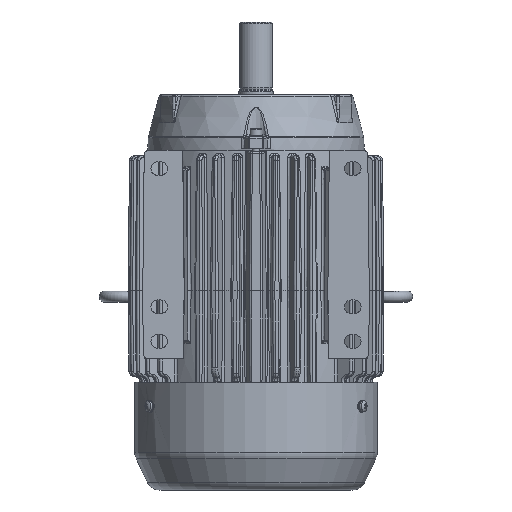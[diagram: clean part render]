
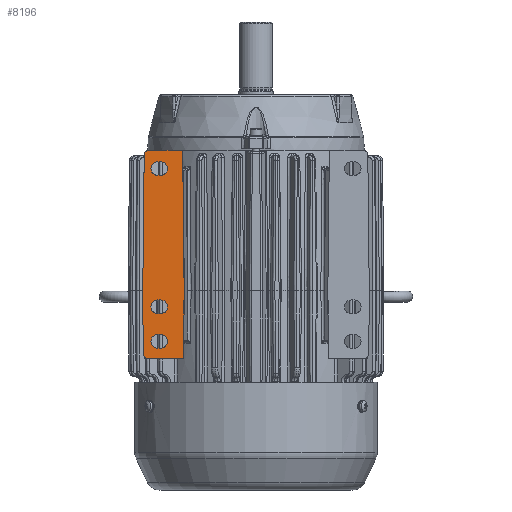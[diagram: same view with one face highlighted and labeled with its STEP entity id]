
A CAD part, front view. The second image highlights one B-rep face of the part: STEP entity #8196.
In plain terms, the highlighted planar face has unit normal (0, -1, 0).
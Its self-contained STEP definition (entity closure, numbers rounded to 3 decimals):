
#2179=FACE_BOUND('',#15279,.T.);
#2180=FACE_BOUND('',#15280,.T.);
#2181=FACE_BOUND('',#15281,.T.);
#2182=FACE_BOUND('',#15282,.T.);
#8196=ADVANCED_FACE('',(#2179,#2180,#2181,#2182),#10478,.F.);
#10478=PLANE('',#59623);
#15279=EDGE_LOOP('',(#25674,#25675,#25676,#25677,#25678,#25679,#25680,#25681,
#25682,#25683));
#15280=EDGE_LOOP('',(#25684,#25685,#25686,#25687));
#15281=EDGE_LOOP('',(#25688,#25689,#25690,#25691));
#15282=EDGE_LOOP('',(#25692,#25693,#25694,#25695));
#17744=CIRCLE('',#58027,4.);
#18275=CIRCLE('',#58926,1.);
#18496=CIRCLE('',#59471,3.944);
#18545=CIRCLE('',#59616,1.);
#18546=CIRCLE('',#59617,5.);
#18547=CIRCLE('',#59618,5.);
#18548=CIRCLE('',#59619,5.);
#18549=CIRCLE('',#59620,5.);
#18550=CIRCLE('',#59621,5.);
#18551=CIRCLE('',#59622,5.);
#25674=ORIENTED_EDGE('',*,*,#42657,.T.);
#25675=ORIENTED_EDGE('',*,*,#42654,.F.);
#25676=ORIENTED_EDGE('',*,*,#44372,.T.);
#25677=ORIENTED_EDGE('',*,*,#42635,.T.);
#25678=ORIENTED_EDGE('',*,*,#44568,.T.);
#25679=ORIENTED_EDGE('',*,*,#45442,.T.);
#25680=ORIENTED_EDGE('',*,*,#44574,.F.);
#25681=ORIENTED_EDGE('',*,*,#45206,.T.);
#25682=ORIENTED_EDGE('',*,*,#45202,.T.);
#25683=ORIENTED_EDGE('',*,*,#42629,.T.);
#25684=ORIENTED_EDGE('',*,*,#45443,.F.);
#25685=ORIENTED_EDGE('',*,*,#45444,.F.);
#25686=ORIENTED_EDGE('',*,*,#45445,.F.);
#25687=ORIENTED_EDGE('',*,*,#45446,.F.);
#25688=ORIENTED_EDGE('',*,*,#45447,.F.);
#25689=ORIENTED_EDGE('',*,*,#45448,.F.);
#25690=ORIENTED_EDGE('',*,*,#45449,.F.);
#25691=ORIENTED_EDGE('',*,*,#45450,.F.);
#25692=ORIENTED_EDGE('',*,*,#45451,.F.);
#25693=ORIENTED_EDGE('',*,*,#45452,.F.);
#25694=ORIENTED_EDGE('',*,*,#45453,.F.);
#25695=ORIENTED_EDGE('',*,*,#45454,.F.);
#36610=VERTEX_POINT('',#81974);
#36611=VERTEX_POINT('',#81975);
#36616=VERTEX_POINT('',#81996);
#36617=VERTEX_POINT('',#81997);
#36635=VERTEX_POINT('',#82036);
#36636=VERTEX_POINT('',#82038);
#37978=VERTEX_POINT('',#97674);
#37982=VERTEX_POINT('',#97684);
#37983=VERTEX_POINT('',#97686);
#38250=VERTEX_POINT('',#102476);
#38350=VERTEX_POINT('',#104478);
#38351=VERTEX_POINT('',#104479);
#38352=VERTEX_POINT('',#104481);
#38353=VERTEX_POINT('',#104483);
#38354=VERTEX_POINT('',#104486);
#38355=VERTEX_POINT('',#104487);
#38356=VERTEX_POINT('',#104489);
#38357=VERTEX_POINT('',#104491);
#38358=VERTEX_POINT('',#104494);
#38359=VERTEX_POINT('',#104495);
#38360=VERTEX_POINT('',#104497);
#38361=VERTEX_POINT('',#104499);
#42629=EDGE_CURVE('',#36610,#36611,#51427,.T.);
#42635=EDGE_CURVE('',#36616,#36617,#51430,.T.);
#42654=EDGE_CURVE('',#36635,#36636,#51444,.T.);
#42657=EDGE_CURVE('',#36611,#36636,#17744,.T.);
#44372=EDGE_CURVE('',#36635,#36616,#18275,.T.);
#44568=EDGE_CURVE('',#36617,#37978,#51836,.T.);
#44574=EDGE_CURVE('',#37982,#37983,#51840,.T.);
#45202=EDGE_CURVE('',#38250,#36610,#52025,.T.);
#45206=EDGE_CURVE('',#37982,#38250,#18496,.T.);
#45442=EDGE_CURVE('',#37978,#37983,#18545,.T.);
#45443=EDGE_CURVE('',#38350,#38351,#18546,.T.);
#45444=EDGE_CURVE('',#38352,#38350,#52099,.T.);
#45445=EDGE_CURVE('',#38353,#38352,#18547,.T.);
#45446=EDGE_CURVE('',#38351,#38353,#52100,.T.);
#45447=EDGE_CURVE('',#38354,#38355,#18548,.T.);
#45448=EDGE_CURVE('',#38356,#38354,#52101,.T.);
#45449=EDGE_CURVE('',#38357,#38356,#18549,.T.);
#45450=EDGE_CURVE('',#38355,#38357,#52102,.T.);
#45451=EDGE_CURVE('',#38358,#38359,#18550,.T.);
#45452=EDGE_CURVE('',#38360,#38358,#52103,.T.);
#45453=EDGE_CURVE('',#38361,#38360,#18551,.T.);
#45454=EDGE_CURVE('',#38359,#38361,#52104,.T.);
#51427=LINE('',#81973,#54554);
#51430=LINE('',#81995,#54557);
#51444=LINE('',#82037,#54571);
#51836=LINE('',#97673,#54963);
#51840=LINE('',#97685,#54967);
#52025=LINE('',#102475,#55152);
#52099=LINE('',#104480,#55226);
#52100=LINE('',#104484,#55227);
#52101=LINE('',#104488,#55228);
#52102=LINE('',#104492,#55229);
#52103=LINE('',#104496,#55230);
#52104=LINE('',#104500,#55231);
#54554=VECTOR('',#64261,1.);
#54557=VECTOR('',#64266,1.);
#54571=VECTOR('',#64296,1.);
#54963=VECTOR('',#66684,1.);
#54967=VECTOR('',#66694,1.);
#55152=VECTOR('',#67765,1.);
#55226=VECTOR('',#68135,1.);
#55227=VECTOR('',#68138,1.);
#55228=VECTOR('',#68141,1.);
#55229=VECTOR('',#68144,1.);
#55230=VECTOR('',#68147,1.);
#55231=VECTOR('',#68150,1.);
#58027=AXIS2_PLACEMENT_3D('',#82043,#64301,#64302);
#58926=AXIS2_PLACEMENT_3D('',#96712,#66399,#66400);
#59471=AXIS2_PLACEMENT_3D('',#102481,#67771,#67772);
#59616=AXIS2_PLACEMENT_3D('',#104476,#68131,#68132);
#59617=AXIS2_PLACEMENT_3D('',#104477,#68133,#68134);
#59618=AXIS2_PLACEMENT_3D('',#104482,#68136,#68137);
#59619=AXIS2_PLACEMENT_3D('',#104485,#68139,#68140);
#59620=AXIS2_PLACEMENT_3D('',#104490,#68142,#68143);
#59621=AXIS2_PLACEMENT_3D('',#104493,#68145,#68146);
#59622=AXIS2_PLACEMENT_3D('',#104498,#68148,#68149);
#59623=AXIS2_PLACEMENT_3D('',#104501,#68151,#68152);
#64261=DIRECTION('',(0.007,0.,-1.));
#64266=DIRECTION('',(0.014,0.,1.));
#64296=DIRECTION('',(-1.,0.,0.));
#64301=DIRECTION('',(0.,-1.,0.));
#64302=DIRECTION('',(0.,0.,1.));
#66399=DIRECTION('',(0.,-1.,0.));
#66400=DIRECTION('',(0.,0.,1.));
#66684=DIRECTION('',(-0.01,0.,1.));
#66694=DIRECTION('',(1.,0.,0.));
#67765=DIRECTION('',(-0.01,0.,-1.));
#67771=DIRECTION('',(0.,-1.,0.));
#67772=DIRECTION('',(0.,0.,1.));
#68131=DIRECTION('',(0.,-1.,0.));
#68132=DIRECTION('',(0.,0.,1.));
#68133=DIRECTION('',(0.,-1.,0.));
#68134=DIRECTION('',(0.,0.,1.));
#68135=DIRECTION('',(-1.,0.,0.));
#68136=DIRECTION('',(0.,-1.,0.));
#68137=DIRECTION('',(0.,0.,1.));
#68138=DIRECTION('',(1.,0.,0.));
#68139=DIRECTION('',(0.,-1.,0.));
#68140=DIRECTION('',(0.,0.,1.));
#68141=DIRECTION('',(-1.,0.,0.));
#68142=DIRECTION('',(0.,-1.,0.));
#68143=DIRECTION('',(0.,0.,1.));
#68144=DIRECTION('',(1.,0.,0.));
#68145=DIRECTION('',(0.,-1.,0.));
#68146=DIRECTION('',(0.,0.,1.));
#68147=DIRECTION('',(-1.,0.,0.));
#68148=DIRECTION('',(0.,-1.,0.));
#68149=DIRECTION('',(0.,0.,1.));
#68150=DIRECTION('',(1.,0.,0.));
#68151=DIRECTION('',(0.,1.,0.));
#68152=DIRECTION('',(0.,0.,1.));
#81973=CARTESIAN_POINT('',(-102.089,-110.194,-103.));
#81974=CARTESIAN_POINT('',(-102.089,-110.194,-103.));
#81975=CARTESIAN_POINT('',(-101.774,-110.194,-148.16));
#81995=CARTESIAN_POINT('',(-72.167,-110.194,-103.));
#81996=CARTESIAN_POINT('',(-72.84,-110.194,-151.146));
#81997=CARTESIAN_POINT('',(-72.167,-110.194,-103.));
#82036=CARTESIAN_POINT('',(-73.84,-110.194,-152.132));
#82037=CARTESIAN_POINT('',(-72.338,-110.194,-152.132));
#82038=CARTESIAN_POINT('',(-97.774,-110.194,-152.132));
#82043=CARTESIAN_POINT('',(-97.774,-110.194,-148.132));
#96712=CARTESIAN_POINT('',(-73.84,-110.194,-151.132));
#97673=CARTESIAN_POINT('',(-72.251,-110.194,-95.001));
#97674=CARTESIAN_POINT('',(-73.223,-110.194,-2.2));
#97684=CARTESIAN_POINT('',(-97.12,-110.194,-1.211));
#97685=CARTESIAN_POINT('',(32.075,-110.194,-1.211));
#97686=CARTESIAN_POINT('',(-74.223,-110.194,-1.211));
#102475=CARTESIAN_POINT('',(-102.089,-110.194,-103.001));
#102476=CARTESIAN_POINT('',(-101.064,-110.194,-5.114));
#102481=CARTESIAN_POINT('',(-97.12,-110.194,-5.155));
#104476=CARTESIAN_POINT('',(-74.223,-110.194,-2.211));
#104477=CARTESIAN_POINT('',(-91.194,-110.194,-14.601));
#104478=CARTESIAN_POINT('',(-91.194,-110.194,-9.601));
#104479=CARTESIAN_POINT('',(-91.194,-110.194,-19.601));
#104480=CARTESIAN_POINT('',(-89.194,-110.194,-9.601));
#104481=CARTESIAN_POINT('',(-89.194,-110.194,-9.601));
#104482=CARTESIAN_POINT('',(-89.194,-110.194,-14.601));
#104483=CARTESIAN_POINT('',(-89.194,-110.194,-19.601));
#104484=CARTESIAN_POINT('',(-91.194,-110.194,-19.601));
#104485=CARTESIAN_POINT('',(-91.194,-110.194,-114.601));
#104486=CARTESIAN_POINT('',(-91.194,-110.194,-109.601));
#104487=CARTESIAN_POINT('',(-91.194,-110.194,-119.601));
#104488=CARTESIAN_POINT('',(-89.194,-110.194,-109.601));
#104489=CARTESIAN_POINT('',(-89.194,-110.194,-109.601));
#104490=CARTESIAN_POINT('',(-89.194,-110.194,-114.601));
#104491=CARTESIAN_POINT('',(-89.194,-110.194,-119.601));
#104492=CARTESIAN_POINT('',(-91.194,-110.194,-119.601));
#104493=CARTESIAN_POINT('',(-91.194,-110.194,-139.601));
#104494=CARTESIAN_POINT('',(-91.194,-110.194,-134.601));
#104495=CARTESIAN_POINT('',(-91.194,-110.194,-144.601));
#104496=CARTESIAN_POINT('',(-89.194,-110.194,-134.601));
#104497=CARTESIAN_POINT('',(-89.194,-110.194,-134.601));
#104498=CARTESIAN_POINT('',(-89.194,-110.194,-139.601));
#104499=CARTESIAN_POINT('',(-89.194,-110.194,-144.601));
#104500=CARTESIAN_POINT('',(-91.194,-110.194,-144.601));
#104501=CARTESIAN_POINT('',(-125.194,-110.194,28.603));
